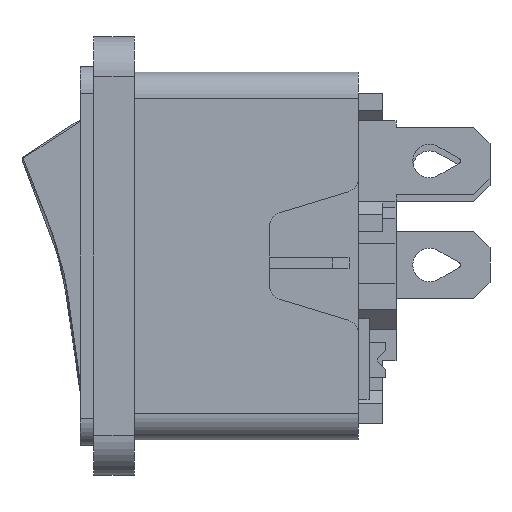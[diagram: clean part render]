
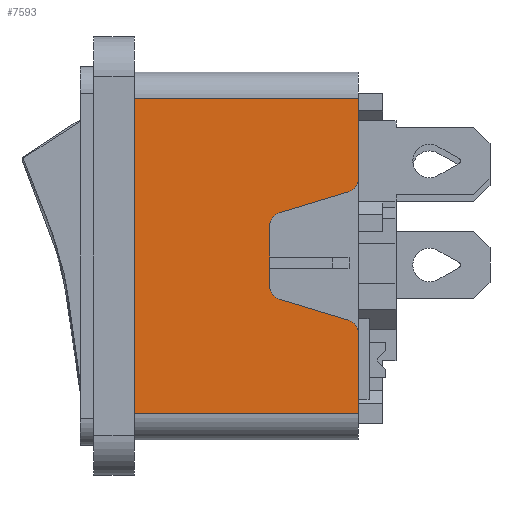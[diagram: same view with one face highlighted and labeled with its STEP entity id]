
A CAD part, left-side view. The second image highlights one B-rep face of the part: STEP entity #7593.
In plain terms, the highlighted planar face has unit normal (-1, 0, 0).
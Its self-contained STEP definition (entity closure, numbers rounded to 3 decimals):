
#95=PLANE('',#8046);
#453=FACE_OUTER_BOUND('',#875,.T.);
#875=EDGE_LOOP('',(#5356,#5357,#5358,#5359,#5360,#5361,#5362,#5363,#5364,
#5365,#5366,#5367));
#1315=LINE('',#10617,#2315);
#1316=LINE('',#10620,#2316);
#1324=LINE('',#10644,#2324);
#1369=LINE('',#10742,#2369);
#1370=LINE('',#10743,#2370);
#1371=LINE('',#10747,#2371);
#1372=LINE('',#10751,#2372);
#1373=LINE('',#10755,#2373);
#2315=VECTOR('',#8567,10.);
#2316=VECTOR('',#8570,10.);
#2324=VECTOR('',#8586,10.);
#2369=VECTOR('',#8641,10.);
#2370=VECTOR('',#8642,10.);
#2371=VECTOR('',#8645,10.);
#2372=VECTOR('',#8648,10.);
#2373=VECTOR('',#8651,10.);
#3324=CIRCLE('',#8047,1.);
#3325=CIRCLE('',#8048,1.);
#3326=CIRCLE('',#8049,1.);
#3327=CIRCLE('',#8050,1.);
#3424=VERTEX_POINT('',#10610);
#3427=VERTEX_POINT('',#10615);
#3428=VERTEX_POINT('',#10619);
#3439=VERTEX_POINT('',#10641);
#3440=VERTEX_POINT('',#10643);
#3488=VERTEX_POINT('',#10741);
#3489=VERTEX_POINT('',#10744);
#3490=VERTEX_POINT('',#10746);
#3491=VERTEX_POINT('',#10748);
#3492=VERTEX_POINT('',#10750);
#3493=VERTEX_POINT('',#10752);
#3494=VERTEX_POINT('',#10754);
#4169=EDGE_CURVE('',#3427,#3424,#1315,.T.);
#4170=EDGE_CURVE('',#3424,#3428,#1316,.T.);
#4182=EDGE_CURVE('',#3439,#3440,#1324,.T.);
#4231=EDGE_CURVE('',#3488,#3427,#1369,.T.);
#4232=EDGE_CURVE('',#3440,#3488,#1370,.T.);
#4233=EDGE_CURVE('',#3489,#3439,#3324,.T.);
#4234=EDGE_CURVE('',#3490,#3489,#1371,.T.);
#4235=EDGE_CURVE('',#3491,#3490,#3325,.T.);
#4236=EDGE_CURVE('',#3491,#3492,#1372,.T.);
#4237=EDGE_CURVE('',#3493,#3492,#3326,.T.);
#4238=EDGE_CURVE('',#3494,#3493,#1373,.T.);
#4239=EDGE_CURVE('',#3428,#3494,#3327,.T.);
#5356=ORIENTED_EDGE('',*,*,#4169,.F.);
#5357=ORIENTED_EDGE('',*,*,#4231,.F.);
#5358=ORIENTED_EDGE('',*,*,#4232,.F.);
#5359=ORIENTED_EDGE('',*,*,#4182,.F.);
#5360=ORIENTED_EDGE('',*,*,#4233,.F.);
#5361=ORIENTED_EDGE('',*,*,#4234,.F.);
#5362=ORIENTED_EDGE('',*,*,#4235,.F.);
#5363=ORIENTED_EDGE('',*,*,#4236,.T.);
#5364=ORIENTED_EDGE('',*,*,#4237,.F.);
#5365=ORIENTED_EDGE('',*,*,#4238,.F.);
#5366=ORIENTED_EDGE('',*,*,#4239,.F.);
#5367=ORIENTED_EDGE('',*,*,#4170,.F.);
#7593=ADVANCED_FACE('',(#453),#95,.T.);
#8046=AXIS2_PLACEMENT_3D('',#10740,#8639,#8640);
#8047=AXIS2_PLACEMENT_3D('',#10745,#8643,#8644);
#8048=AXIS2_PLACEMENT_3D('',#10749,#8646,#8647);
#8049=AXIS2_PLACEMENT_3D('',#10753,#8649,#8650);
#8050=AXIS2_PLACEMENT_3D('',#10756,#8652,#8653);
#8567=DIRECTION('',(0.,-1.,0.));
#8570=DIRECTION('',(0.,0.,-1.));
#8586=DIRECTION('',(0.,0.,-1.));
#8639=DIRECTION('center_axis',(-1.,0.,0.));
#8640=DIRECTION('ref_axis',(0.,0.,-1.));
#8641=DIRECTION('',(0.,0.,1.));
#8642=DIRECTION('',(0.,1.,0.));
#8643=DIRECTION('center_axis',(1.,0.,0.));
#8644=DIRECTION('ref_axis',(0.,-0.803,0.596));
#8645=DIRECTION('',(0.,-0.957,-0.29));
#8646=DIRECTION('center_axis',(-1.,0.,0.));
#8647=DIRECTION('ref_axis',(0.,0.803,-0.596));
#8648=DIRECTION('',(0.,0.,1.));
#8649=DIRECTION('center_axis',(-1.,0.,0.));
#8650=DIRECTION('ref_axis',(0.,0.803,0.596));
#8651=DIRECTION('',(0.,0.957,-0.29));
#8652=DIRECTION('center_axis',(1.,0.,0.));
#8653=DIRECTION('ref_axis',(0.,-0.803,-0.596));
#10610=CARTESIAN_POINT('',(0.,-16.7,-1.8));
#10615=CARTESIAN_POINT('',(0.,0.,-1.8));
#10617=CARTESIAN_POINT('',(0.,0.,-1.8));
#10619=CARTESIAN_POINT('',(0.,-16.7,-7.758));
#10620=CARTESIAN_POINT('',(0.,-16.7,-27.));
#10641=CARTESIAN_POINT('',(0.,-16.7,-19.242));
#10643=CARTESIAN_POINT('',(0.,-16.7,-25.2));
#10644=CARTESIAN_POINT('',(0.,-16.7,-27.));
#10740=CARTESIAN_POINT('Origin',(0.,0.,0.));
#10741=CARTESIAN_POINT('',(0.,0.,-25.2));
#10742=CARTESIAN_POINT('',(0.,0.,-6.75));
#10743=CARTESIAN_POINT('',(0.,0.,-25.2));
#10744=CARTESIAN_POINT('',(0.,-15.99,-18.285));
#10745=CARTESIAN_POINT('Origin',(0.,-15.7,-19.242));
#10746=CARTESIAN_POINT('',(0.,-10.81,-16.715));
#10747=CARTESIAN_POINT('',(0.,-4.835,-14.905));
#10748=CARTESIAN_POINT('',(0.,-10.1,-15.758));
#10749=CARTESIAN_POINT('Origin',(0.,-11.1,-15.758));
#10750=CARTESIAN_POINT('',(0.,-10.1,-11.242));
#10751=CARTESIAN_POINT('',(0.,-10.1,-6.75));
#10752=CARTESIAN_POINT('',(0.,-10.81,-10.285));
#10753=CARTESIAN_POINT('Origin',(0.,-11.1,-11.242));
#10754=CARTESIAN_POINT('',(0.,-15.99,-8.715));
#10755=CARTESIAN_POINT('',(0.,-8.582,-10.96));
#10756=CARTESIAN_POINT('Origin',(0.,-15.7,-7.758));
